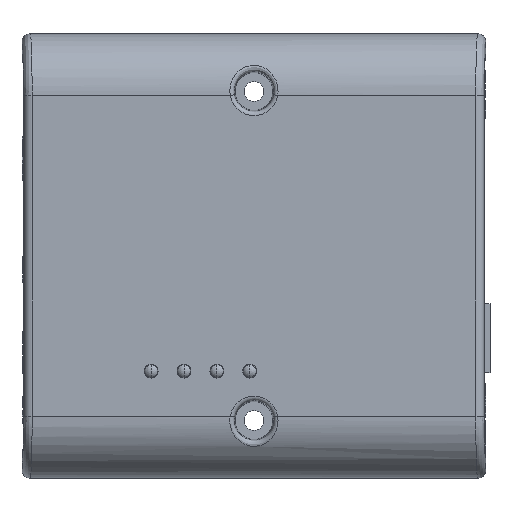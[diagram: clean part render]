
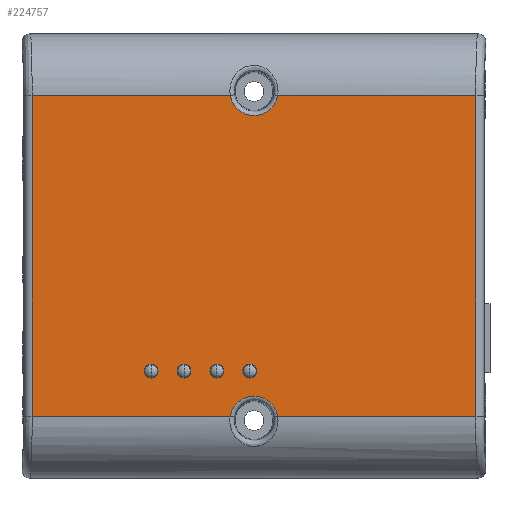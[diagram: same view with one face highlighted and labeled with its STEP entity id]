
A CAD part, top view. The second image highlights one B-rep face of the part: STEP entity #224757.
In plain terms, the highlighted face is planar.
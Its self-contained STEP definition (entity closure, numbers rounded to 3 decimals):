
#520 = DIRECTION ( 'NONE',  ( -1., 0., 0. ) ) ;
#4984 = CARTESIAN_POINT ( 'NONE',  ( 55.172, 19.5, -7.5 ) ) ;
#7261 = CARTESIAN_POINT ( 'NONE',  ( 23.7, 14., -7.5 ) ) ;
#8958 = VERTEX_POINT ( 'NONE', #9968 ) ;
#9968 = CARTESIAN_POINT ( 'NONE',  ( 1.228, 19.5, -7.5 ) ) ;
#12862 = VECTOR ( 'NONE', #140616, 1000. ) ;
#16988 = DIRECTION ( 'NONE',  ( 0., 0., -1. ) ) ;
#17270 = EDGE_CURVE ( 'NONE', #101759, #307003, #254789, .T. ) ;
#17857 = ORIENTED_EDGE ( 'NONE', *, *, #231810, .T. ) ;
#24187 = FACE_BOUND ( 'NONE', #41053, .T. ) ;
#24514 = ORIENTED_EDGE ( 'NONE', *, *, #29477, .F. ) ;
#25378 = ORIENTED_EDGE ( 'NONE', *, *, #180477, .T. ) ;
#25698 = CIRCLE ( 'NONE', #41414, 0.725 ) ;
#26112 = ORIENTED_EDGE ( 'NONE', *, *, #128614, .T. ) ;
#26270 = ORIENTED_EDGE ( 'NONE', *, *, #17270, .T. ) ;
#28257 = EDGE_LOOP ( 'NONE', ( #190271, #130652 ) ) ;
#29119 = DIRECTION ( 'NONE',  ( -1., 0., 0. ) ) ;
#29477 = EDGE_CURVE ( 'NONE', #228301, #98491, #267683, .T. ) ;
#33594 = DIRECTION ( 'NONE',  ( -1., 0., 0. ) ) ;
#38811 = EDGE_CURVE ( 'NONE', #184162, #111664, #132774, .T. ) ;
#39898 = EDGE_CURVE ( 'NONE', #191655, #140680, #280407, .T. ) ;
#39939 = EDGE_CURVE ( 'NONE', #300173, #311408, #159561, .T. ) ;
#41053 = EDGE_LOOP ( 'NONE', ( #251881, #24514 ) ) ;
#41414 = AXIS2_PLACEMENT_3D ( 'NONE', #84107, #136790, #155027 ) ;
#43049 = AXIS2_PLACEMENT_3D ( 'NONE', #242655, #16988, #318399 ) ;
#47345 = DIRECTION ( 'NONE',  ( 1., 0., 0. ) ) ;
#48968 = DIRECTION ( 'NONE',  ( 0., 0., 1. ) ) ;
#49454 = AXIS2_PLACEMENT_3D ( 'NONE', #226185, #255740, #520 ) ;
#51324 = AXIS2_PLACEMENT_3D ( 'NONE', #95072, #244993, #300894 ) ;
#57764 = EDGE_CURVE ( 'NONE', #311408, #300173, #134539, .T. ) ;
#58783 = ORIENTED_EDGE ( 'NONE', *, *, #170824, .T. ) ;
#67740 = AXIS2_PLACEMENT_3D ( 'NONE', #139858, #312838, #316093 ) ;
#73347 = EDGE_CURVE ( 'NONE', #138827, #79255, #109830, .T. ) ;
#79255 = VERTEX_POINT ( 'NONE', #278087 ) ;
#79350 = CARTESIAN_POINT ( 'NONE',  ( 20.425, 14., -7.5 ) ) ;
#82726 = CARTESIAN_POINT ( 'NONE',  ( 25.314, -19.5, -7.5 ) ) ;
#84107 = CARTESIAN_POINT ( 'NONE',  ( 15.7, 14., -7.5 ) ) ;
#88077 = CARTESIAN_POINT ( 'NONE',  ( 0., -19.5, -7.5 ) ) ;
#89856 = ORIENTED_EDGE ( 'NONE', *, *, #139377, .T. ) ;
#90425 = CARTESIAN_POINT ( 'NONE',  ( 18.975, 14., -7.5 ) ) ;
#93867 = EDGE_CURVE ( 'NONE', #79255, #138827, #25698, .T. ) ;
#95072 = CARTESIAN_POINT ( 'NONE',  ( 0., 0., -7.5 ) ) ;
#96339 = CARTESIAN_POINT ( 'NONE',  ( 23.7, 14., -7.5 ) ) ;
#98325 = PLANE ( 'NONE',  #51324 ) ;
#98491 = VERTEX_POINT ( 'NONE', #90425 ) ;
#98540 = DIRECTION ( 'NONE',  ( 0., 0., 1. ) ) ;
#101759 = VERTEX_POINT ( 'NONE', #82726 ) ;
#109830 = CIRCLE ( 'NONE', #67740, 0.725 ) ;
#111664 = VERTEX_POINT ( 'NONE', #182385 ) ;
#115073 = AXIS2_PLACEMENT_3D ( 'NONE', #319522, #194342, #321140 ) ;
#116687 = CIRCLE ( 'NONE', #43049, 0.725 ) ;
#119436 = DIRECTION ( 'NONE',  ( 0., 0., -1. ) ) ;
#121431 = FACE_OUTER_BOUND ( 'NONE', #142813, .T. ) ;
#128614 = EDGE_CURVE ( 'NONE', #8958, #291703, #290204, .T. ) ;
#128866 = CARTESIAN_POINT ( 'NONE',  ( 31.086, -19.5, -7.5 ) ) ;
#130652 = ORIENTED_EDGE ( 'NONE', *, *, #39939, .F. ) ;
#131152 = CARTESIAN_POINT ( 'NONE',  ( 55.172, -19.5, -7.5 ) ) ;
#131745 = CARTESIAN_POINT ( 'NONE',  ( 14.975, 14., -7.5 ) ) ;
#132774 = LINE ( 'NONE', #131152, #186360 ) ;
#133786 = DIRECTION ( 'NONE',  ( 1., 0., 0. ) ) ;
#134395 = DIRECTION ( 'NONE',  ( 0., -1., 0. ) ) ;
#134539 = CIRCLE ( 'NONE', #292370, 0.725 ) ;
#136790 = DIRECTION ( 'NONE',  ( 0., 0., -1. ) ) ;
#138392 = AXIS2_PLACEMENT_3D ( 'NONE', #96339, #196789, #255954 ) ;
#138827 = VERTEX_POINT ( 'NONE', #131745 ) ;
#139377 = EDGE_CURVE ( 'NONE', #324703, #101759, #185188, .T. ) ;
#139858 = CARTESIAN_POINT ( 'NONE',  ( 15.7, 14., -7.5 ) ) ;
#140616 = DIRECTION ( 'NONE',  ( 1., 0., 0. ) ) ;
#140680 = VERTEX_POINT ( 'NONE', #271150 ) ;
#142813 = EDGE_LOOP ( 'NONE', ( #26270, #160975, #26112, #25378, #17857, #148473, #58783, #89856 ) ) ;
#143550 = CARTESIAN_POINT ( 'NONE',  ( 22.975, 14., -7.5 ) ) ;
#148473 = ORIENTED_EDGE ( 'NONE', *, *, #38811, .T. ) ;
#152728 = CARTESIAN_POINT ( 'NONE',  ( 0., -19.5, -7.5 ) ) ;
#155027 = DIRECTION ( 'NONE',  ( -1., 0., 0. ) ) ;
#155605 = EDGE_CURVE ( 'NONE', #140680, #191655, #254757, .T. ) ;
#155780 = VECTOR ( 'NONE', #170447, 1000. ) ;
#159561 = CIRCLE ( 'NONE', #138392, 0.725 ) ;
#160975 = ORIENTED_EDGE ( 'NONE', *, *, #215148, .T. ) ;
#165340 = LINE ( 'NONE', #216393, #12862 ) ;
#167999 = VECTOR ( 'NONE', #188556, 1000. ) ;
#168695 = CARTESIAN_POINT ( 'NONE',  ( 25.314, 19.5, -7.5 ) ) ;
#170447 = DIRECTION ( 'NONE',  ( 0., 1., 0. ) ) ;
#170824 = EDGE_CURVE ( 'NONE', #111664, #324703, #234729, .T. ) ;
#174099 = AXIS2_PLACEMENT_3D ( 'NONE', #254796, #48968, #47345 ) ;
#174244 = VECTOR ( 'NONE', #29119, 1000. ) ;
#177196 = ORIENTED_EDGE ( 'NONE', *, *, #73347, .F. ) ;
#177938 = CARTESIAN_POINT ( 'NONE',  ( 1.228, -19.5, -7.5 ) ) ;
#180477 = EDGE_CURVE ( 'NONE', #291703, #299348, #242518, .T. ) ;
#182385 = CARTESIAN_POINT ( 'NONE',  ( 55.172, -19.5, -7.5 ) ) ;
#184162 = VERTEX_POINT ( 'NONE', #4984 ) ;
#185188 = CIRCLE ( 'NONE', #232442, 2.929 ) ;
#186360 = VECTOR ( 'NONE', #134395, 1000. ) ;
#186366 = CARTESIAN_POINT ( 'NONE',  ( 24.425, 14., -7.5 ) ) ;
#186475 = CARTESIAN_POINT ( 'NONE',  ( 56.4, 19.5, -7.5 ) ) ;
#188556 = DIRECTION ( 'NONE',  ( -1., 0., 0. ) ) ;
#190271 = ORIENTED_EDGE ( 'NONE', *, *, #57764, .F. ) ;
#191655 = VERTEX_POINT ( 'NONE', #299340 ) ;
#194211 = EDGE_CURVE ( 'NONE', #98491, #228301, #116687, .T. ) ;
#194342 = DIRECTION ( 'NONE',  ( 0., 0., -1. ) ) ;
#195763 = CARTESIAN_POINT ( 'NONE',  ( 28.2, -20., -7.5 ) ) ;
#196789 = DIRECTION ( 'NONE',  ( 0., 0., -1. ) ) ;
#201328 = CARTESIAN_POINT ( 'NONE',  ( 31.086, 19.5, -7.5 ) ) ;
#215016 = LINE ( 'NONE', #318719, #155780 ) ;
#215148 = EDGE_CURVE ( 'NONE', #307003, #8958, #215016, .T. ) ;
#216393 = CARTESIAN_POINT ( 'NONE',  ( 56.4, 19.5, -7.5 ) ) ;
#219907 = DIRECTION ( 'NONE',  ( -1., 0., 0. ) ) ;
#224757 = ADVANCED_FACE ( 'NONE', ( #249859, #246615, #226767, #24187, #121431 ), #98325, .F. ) ;
#226185 = CARTESIAN_POINT ( 'NONE',  ( 27.7, 14., -7.5 ) ) ;
#226767 = FACE_BOUND ( 'NONE', #28257, .T. ) ;
#227465 = ORIENTED_EDGE ( 'NONE', *, *, #93867, .F. ) ;
#228301 = VERTEX_POINT ( 'NONE', #79350 ) ;
#231810 = EDGE_CURVE ( 'NONE', #299348, #184162, #165340, .T. ) ;
#232442 = AXIS2_PLACEMENT_3D ( 'NONE', #195763, #98540, #325805 ) ;
#233267 = ORIENTED_EDGE ( 'NONE', *, *, #39898, .F. ) ;
#234729 = LINE ( 'NONE', #88077, #167999 ) ;
#242518 = CIRCLE ( 'NONE', #174099, 2.929 ) ;
#242655 = CARTESIAN_POINT ( 'NONE',  ( 19.7, 14., -7.5 ) ) ;
#243953 = EDGE_LOOP ( 'NONE', ( #177196, #227465 ) ) ;
#244993 = DIRECTION ( 'NONE',  ( 0., 0., 1. ) ) ;
#246615 = FACE_BOUND ( 'NONE', #257867, .T. ) ;
#248007 = VECTOR ( 'NONE', #133786, 1000. ) ;
#249859 = FACE_BOUND ( 'NONE', #243953, .T. ) ;
#251881 = ORIENTED_EDGE ( 'NONE', *, *, #194211, .F. ) ;
#254757 = CIRCLE ( 'NONE', #49454, 0.725 ) ;
#254789 = LINE ( 'NONE', #152728, #174244 ) ;
#254796 = CARTESIAN_POINT ( 'NONE',  ( 28.2, 20., -7.5 ) ) ;
#255740 = DIRECTION ( 'NONE',  ( 0., 0., -1. ) ) ;
#255954 = DIRECTION ( 'NONE',  ( -1., 0., 0. ) ) ;
#257867 = EDGE_LOOP ( 'NONE', ( #233267, #323047 ) ) ;
#259280 = DIRECTION ( 'NONE',  ( 0., 0., -1. ) ) ;
#267683 = CIRCLE ( 'NONE', #115073, 0.725 ) ;
#271150 = CARTESIAN_POINT ( 'NONE',  ( 28.425, 14., -7.5 ) ) ;
#275239 = AXIS2_PLACEMENT_3D ( 'NONE', #320362, #119436, #219907 ) ;
#278087 = CARTESIAN_POINT ( 'NONE',  ( 16.425, 14., -7.5 ) ) ;
#280407 = CIRCLE ( 'NONE', #275239, 0.725 ) ;
#290204 = LINE ( 'NONE', #186475, #248007 ) ;
#291703 = VERTEX_POINT ( 'NONE', #168695 ) ;
#292370 = AXIS2_PLACEMENT_3D ( 'NONE', #7261, #259280, #33594 ) ;
#299340 = CARTESIAN_POINT ( 'NONE',  ( 26.975, 14., -7.5 ) ) ;
#299348 = VERTEX_POINT ( 'NONE', #201328 ) ;
#300173 = VERTEX_POINT ( 'NONE', #186366 ) ;
#300894 = DIRECTION ( 'NONE',  ( 1., 0., 0. ) ) ;
#307003 = VERTEX_POINT ( 'NONE', #177938 ) ;
#311408 = VERTEX_POINT ( 'NONE', #143550 ) ;
#312838 = DIRECTION ( 'NONE',  ( 0., 0., -1. ) ) ;
#316093 = DIRECTION ( 'NONE',  ( -1., 0., 0. ) ) ;
#318399 = DIRECTION ( 'NONE',  ( -1., 0., 0. ) ) ;
#318719 = CARTESIAN_POINT ( 'NONE',  ( 1.228, 19.5, -7.5 ) ) ;
#319522 = CARTESIAN_POINT ( 'NONE',  ( 19.7, 14., -7.5 ) ) ;
#320362 = CARTESIAN_POINT ( 'NONE',  ( 27.7, 14., -7.5 ) ) ;
#321140 = DIRECTION ( 'NONE',  ( -1., 0., 0. ) ) ;
#323047 = ORIENTED_EDGE ( 'NONE', *, *, #155605, .F. ) ;
#324703 = VERTEX_POINT ( 'NONE', #128866 ) ;
#325805 = DIRECTION ( 'NONE',  ( 1., 0., 0. ) ) ;
